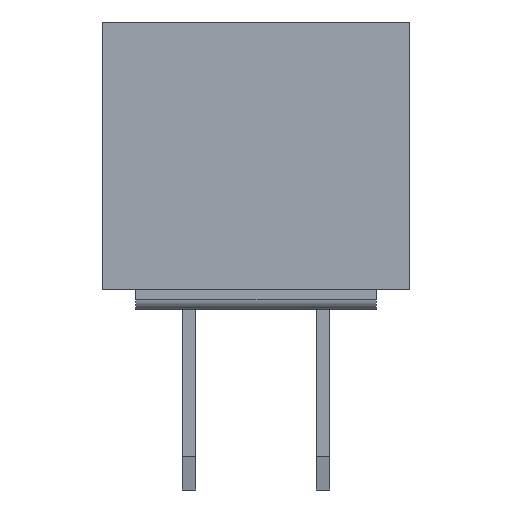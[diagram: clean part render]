
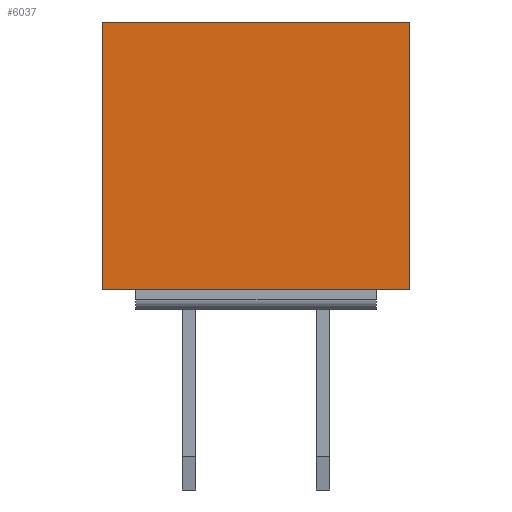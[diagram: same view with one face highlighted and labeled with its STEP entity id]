
A CAD part, left-side view. The second image highlights one B-rep face of the part: STEP entity #6037.
In plain terms, the highlighted free-form (B-spline) face has degree [1, 1] with [2, 2] control points.
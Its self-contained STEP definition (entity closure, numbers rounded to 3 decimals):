
#5814=CARTESIAN_POINT('',(-10.25,2.3,4.3));
#5815=VERTEX_POINT('',#5814);
#5822=CARTESIAN_POINT('',(-10.25,-2.3,4.3));
#5823=VERTEX_POINT('',#5822);
#5824=CARTESIAN_POINT('',(-10.25,-2.3,4.3));
#5825=DIRECTION('',(0.0,1.0,0.0));
#5826=VECTOR('',#5825,4.6);
#5827=LINE('',#5824,#5826);
#5828=EDGE_CURVE('',#5823,#5815,#5827,.T.);
#5974=CARTESIAN_POINT('',(-10.25,-2.3,0.3));
#5975=VERTEX_POINT('',#5974);
#5982=CARTESIAN_POINT('',(-10.25,2.3,0.3));
#5983=VERTEX_POINT('',#5982);
#5984=CARTESIAN_POINT('',(-10.25,2.3,0.3));
#5985=DIRECTION('',(0.0,-1.0,0.0));
#5986=VECTOR('',#5985,4.6);
#5987=LINE('',#5984,#5986);
#5988=EDGE_CURVE('',#5983,#5975,#5987,.T.);
#6004=CARTESIAN_POINT('',(-10.25,2.3,4.3));
#6005=DIRECTION('',(0.0,0.0,-1.0));
#6006=VECTOR('',#6005,4.0);
#6007=LINE('',#6004,#6006);
#6008=EDGE_CURVE('',#5815,#5983,#6007,.T.);
#6021=CARTESIAN_POINT('',(-10.25,-2.3,4.3));
#6022=CARTESIAN_POINT('',(-10.25,-2.3,0.3));
#6023=CARTESIAN_POINT('',(-10.25,2.3,4.3));
#6024=CARTESIAN_POINT('',(-10.25,2.3,0.3));
#6025=B_SPLINE_SURFACE_WITH_KNOTS('',1,1,((#6021,#6023),(#6022,#6024)),.UNSPECIFIED.,.F.,.F.,.U.,(2,2),(2,2),(0.0,4.0),(0.0,4.6),.UNSPECIFIED.);
#6026=CARTESIAN_POINT('',(-10.25,-2.3,4.3));
#6027=DIRECTION('',(0.0,0.0,-1.0));
#6028=VECTOR('',#6027,4.0);
#6029=LINE('',#6026,#6028);
#6030=EDGE_CURVE('',#5823,#5975,#6029,.T.);
#6031=ORIENTED_EDGE('',*,*,#6030,.F.);
#6032=ORIENTED_EDGE('',*,*,#5828,.T.);
#6033=ORIENTED_EDGE('',*,*,#6008,.T.);
#6034=ORIENTED_EDGE('',*,*,#5988,.T.);
#6035=EDGE_LOOP('',(#6031,#6032,#6033,#6034));
#6036=FACE_OUTER_BOUND('',#6035,.T.);
#6037=ADVANCED_FACE('',(#6036),#6025,.F.);
